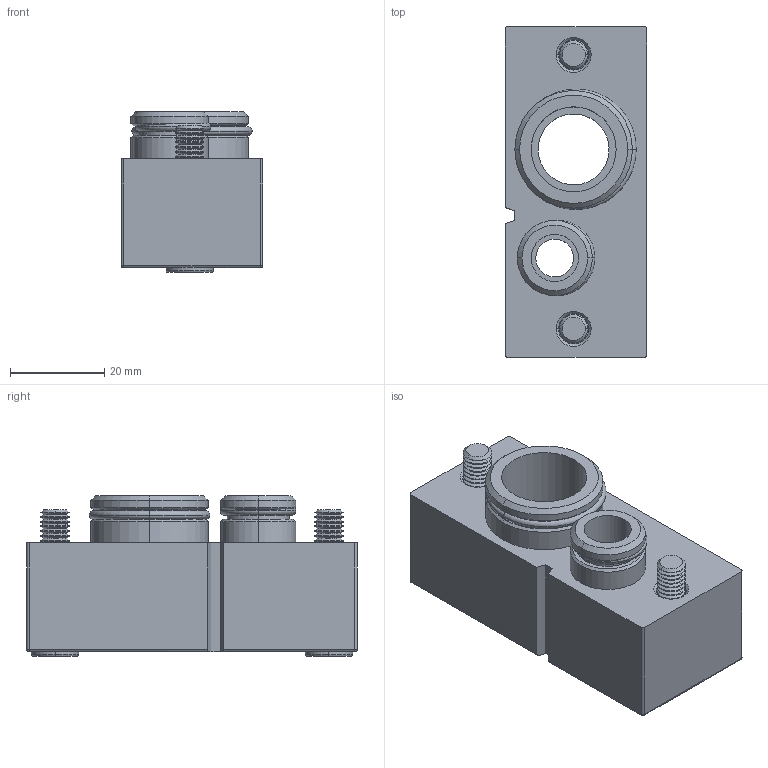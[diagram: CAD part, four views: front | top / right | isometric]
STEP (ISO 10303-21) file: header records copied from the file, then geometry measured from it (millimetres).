
FILE_DESCRIPTION (( 'STEP AP214' ), '1' );
FILE_NAME ('SIC-M201.001.S00.STEP', '2019-02-19T12:11:59', ( '' ), ( '' ), 'SwSTEP 2.0', 'SolidWorks 2018', '' );
FILE_SCHEMA (( 'AUTOMOTIVE_DESIGN' ));
Length unit declared in the file: millimetre
Products named in the file (1): SIC-M201.001.S00
Bounding box: 30 x 70 x 34 mm (x, y, z)
Volume: 36987.8 mm3; surface area: 27861.1 mm2
Topology: 7 solids, 7 shells, 647 faces, 1598 edges, 980 vertices
Faces by surface type: cone 298, cylinder 204, plane 125, torus 16, sphere 4
Entity records: 26703 total; most frequent: DIRECTION 3738, CARTESIAN_POINT 3502, ORIENTED_EDGE 3180, EDGE_CURVE 1590, AXIS2_PLACEMENT_3D 1512, VERTEX_POINT 980, CIRCLE 864, VECTOR 714
